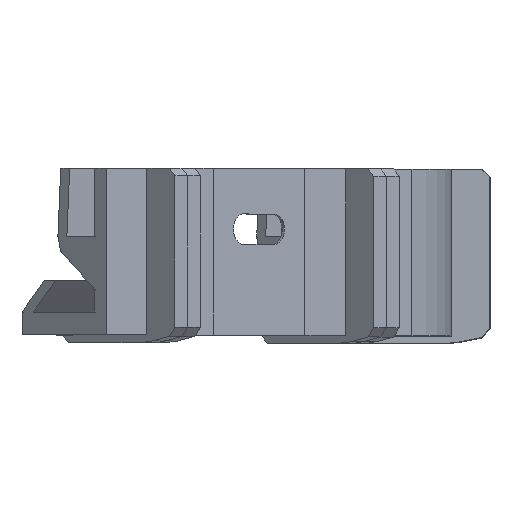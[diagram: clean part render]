
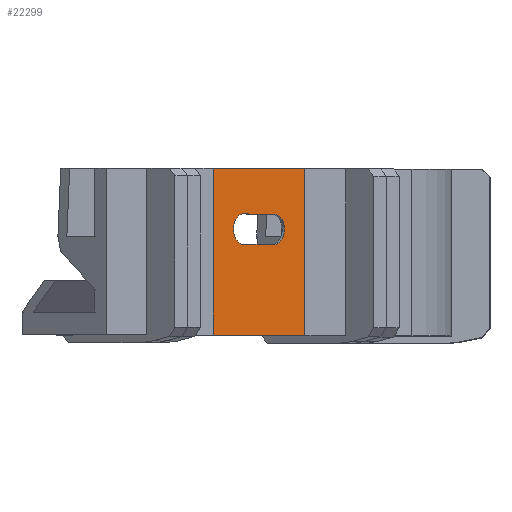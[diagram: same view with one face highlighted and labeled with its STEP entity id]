
A CAD part, left-side view. The second image highlights one B-rep face of the part: STEP entity #22299.
In plain terms, the highlighted face is planar.
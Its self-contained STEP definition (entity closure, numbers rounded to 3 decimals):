
#22023 = VERTEX_POINT('',#22024);
#22024 = CARTESIAN_POINT('',(3.,0.,16.));
#22031 = CYLINDRICAL_SURFACE('',#22032,2.);
#22032 = AXIS2_PLACEMENT_3D('',#22033,#22034,#22035);
#22033 = CARTESIAN_POINT('',(3.,24.,14.));
#22034 = DIRECTION('',(-0.,1.,0.));
#22035 = DIRECTION('',(0.,0.,-1.));
#22043 = PLANE('',#22044);
#22044 = AXIS2_PLACEMENT_3D('',#22045,#22046,#22047);
#22045 = CARTESIAN_POINT('',(3.,24.,16.));
#22046 = DIRECTION('',(0.,0.,-1.));
#22047 = DIRECTION('',(-1.,0.,-0.));
#22085 = VERTEX_POINT('',#22086);
#22086 = CARTESIAN_POINT('',(3.,0.,12.));
#22100 = PLANE('',#22101);
#22101 = AXIS2_PLACEMENT_3D('',#22102,#22103,#22104);
#22102 = CARTESIAN_POINT('',(-3.,24.,12.));
#22103 = DIRECTION('',(0.,0.,1.));
#22104 = DIRECTION('',(1.,0.,0.));
#22112 = EDGE_CURVE('',#22023,#22085,#22113,.T.);
#22113 = SURFACE_CURVE('',#22114,(#22119,#22126),.PCURVE_S1.);
#22114 = CIRCLE('',#22115,2.);
#22115 = AXIS2_PLACEMENT_3D('',#22116,#22117,#22118);
#22116 = CARTESIAN_POINT('',(3.,0.,14.));
#22117 = DIRECTION('',(0.,1.,0.));
#22118 = DIRECTION('',(0.,0.,-1.));
#22119 = PCURVE('',#22031,#22120);
#22120 = DEFINITIONAL_REPRESENTATION('',(#22121),#22125);
#22121 = LINE('',#22122,#22123);
#22122 = CARTESIAN_POINT('',(-6.283,-24.));
#22123 = VECTOR('',#22124,1.);
#22124 = DIRECTION('',(1.,-0.));
#22125 = ( GEOMETRIC_REPRESENTATION_CONTEXT(2) 
PARAMETRIC_REPRESENTATION_CONTEXT() REPRESENTATION_CONTEXT('2D SPACE',''
  ) );
#22126 = PCURVE('',#22127,#22132);
#22127 = PLANE('',#22128);
#22128 = AXIS2_PLACEMENT_3D('',#22129,#22130,#22131);
#22129 = CARTESIAN_POINT('',(0.,0.,0.));
#22130 = DIRECTION('',(0.,1.,-0.));
#22131 = DIRECTION('',(0.,0.,1.));
#22132 = DEFINITIONAL_REPRESENTATION('',(#22133),#22137);
#22133 = CIRCLE('',#22134,2.);
#22134 = AXIS2_PLACEMENT_2D('',#22135,#22136);
#22135 = CARTESIAN_POINT('',(14.,3.));
#22136 = DIRECTION('',(-1.,0.));
#22137 = ( GEOMETRIC_REPRESENTATION_CONTEXT(2) 
PARAMETRIC_REPRESENTATION_CONTEXT() REPRESENTATION_CONTEXT('2D SPACE',''
  ) );
#22145 = VERTEX_POINT('',#22146);
#22146 = CARTESIAN_POINT('',(-3.,0.,16.));
#22160 = CYLINDRICAL_SURFACE('',#22161,2.);
#22161 = AXIS2_PLACEMENT_3D('',#22162,#22163,#22164);
#22162 = CARTESIAN_POINT('',(-3.,24.,14.));
#22163 = DIRECTION('',(-0.,1.,0.));
#22164 = DIRECTION('',(0.,0.,1.));
#22199 = EDGE_CURVE('',#22023,#22145,#22200,.T.);
#22200 = SURFACE_CURVE('',#22201,(#22205,#22211),.PCURVE_S1.);
#22201 = LINE('',#22202,#22203);
#22202 = CARTESIAN_POINT('',(1.5,0.,16.));
#22203 = VECTOR('',#22204,1.);
#22204 = DIRECTION('',(-1.,0.,0.));
#22205 = PCURVE('',#22043,#22206);
#22206 = DEFINITIONAL_REPRESENTATION('',(#22207),#22210);
#22207 = B_SPLINE_CURVE_WITH_KNOTS('',1,(#22208,#22209),.UNSPECIFIED.,
  .F.,.F.,(2,2),(-1.5,4.5),.PIECEWISE_BEZIER_KNOTS.);
#22208 = CARTESIAN_POINT('',(0.,-24.));
#22209 = CARTESIAN_POINT('',(6.,-24.));
#22210 = ( GEOMETRIC_REPRESENTATION_CONTEXT(2) 
PARAMETRIC_REPRESENTATION_CONTEXT() REPRESENTATION_CONTEXT('2D SPACE',''
  ) );
#22211 = PCURVE('',#22127,#22212);
#22212 = DEFINITIONAL_REPRESENTATION('',(#22213),#22216);
#22213 = B_SPLINE_CURVE_WITH_KNOTS('',1,(#22214,#22215),.UNSPECIFIED.,
  .F.,.F.,(2,2),(-1.5,4.5),.PIECEWISE_BEZIER_KNOTS.);
#22214 = CARTESIAN_POINT('',(16.,3.));
#22215 = CARTESIAN_POINT('',(16.,-3.));
#22216 = ( GEOMETRIC_REPRESENTATION_CONTEXT(2) 
PARAMETRIC_REPRESENTATION_CONTEXT() REPRESENTATION_CONTEXT('2D SPACE',''
  ) );
#22299 = ADVANCED_FACE('',(#22300,#22414),#22127,.F.);
#22300 = FACE_BOUND('',#22301,.F.);
#22301 = EDGE_LOOP('',(#22302,#22332,#22360,#22388));
#22302 = ORIENTED_EDGE('',*,*,#22303,.F.);
#22303 = EDGE_CURVE('',#22304,#22306,#22308,.T.);
#22304 = VERTEX_POINT('',#22305);
#22305 = CARTESIAN_POINT('',(-9.,0.,0.));
#22306 = VERTEX_POINT('',#22307);
#22307 = CARTESIAN_POINT('',(9.,0.,0.));
#22308 = SURFACE_CURVE('',#22309,(#22313,#22320),.PCURVE_S1.);
#22309 = LINE('',#22310,#22311);
#22310 = CARTESIAN_POINT('',(-9.,0.,0.));
#22311 = VECTOR('',#22312,1.);
#22312 = DIRECTION('',(1.,0.,0.));
#22313 = PCURVE('',#22127,#22314);
#22314 = DEFINITIONAL_REPRESENTATION('',(#22315),#22319);
#22315 = LINE('',#22316,#22317);
#22316 = CARTESIAN_POINT('',(0.,-9.));
#22317 = VECTOR('',#22318,1.);
#22318 = DIRECTION('',(0.,1.));
#22319 = ( GEOMETRIC_REPRESENTATION_CONTEXT(2) 
PARAMETRIC_REPRESENTATION_CONTEXT() REPRESENTATION_CONTEXT('2D SPACE',''
  ) );
#22320 = PCURVE('',#22321,#22326);
#22321 = PLANE('',#22322);
#22322 = AXIS2_PLACEMENT_3D('',#22323,#22324,#22325);
#22323 = CARTESIAN_POINT('',(0.,15.,0.));
#22324 = DIRECTION('',(0.,0.,1.));
#22325 = DIRECTION('',(0.,-1.,0.));
#22326 = DEFINITIONAL_REPRESENTATION('',(#22327),#22331);
#22327 = LINE('',#22328,#22329);
#22328 = CARTESIAN_POINT('',(15.,-9.));
#22329 = VECTOR('',#22330,1.);
#22330 = DIRECTION('',(0.,1.));
#22331 = ( GEOMETRIC_REPRESENTATION_CONTEXT(2) 
PARAMETRIC_REPRESENTATION_CONTEXT() REPRESENTATION_CONTEXT('2D SPACE',''
  ) );
#22332 = ORIENTED_EDGE('',*,*,#22333,.T.);
#22333 = EDGE_CURVE('',#22304,#22334,#22336,.T.);
#22334 = VERTEX_POINT('',#22335);
#22335 = CARTESIAN_POINT('',(-9.,0.,22.));
#22336 = SURFACE_CURVE('',#22337,(#22341,#22348),.PCURVE_S1.);
#22337 = LINE('',#22338,#22339);
#22338 = CARTESIAN_POINT('',(-9.,0.,0.));
#22339 = VECTOR('',#22340,1.);
#22340 = DIRECTION('',(0.,0.,1.));
#22341 = PCURVE('',#22127,#22342);
#22342 = DEFINITIONAL_REPRESENTATION('',(#22343),#22347);
#22343 = LINE('',#22344,#22345);
#22344 = CARTESIAN_POINT('',(0.,-9.));
#22345 = VECTOR('',#22346,1.);
#22346 = DIRECTION('',(1.,0.));
#22347 = ( GEOMETRIC_REPRESENTATION_CONTEXT(2) 
PARAMETRIC_REPRESENTATION_CONTEXT() REPRESENTATION_CONTEXT('2D SPACE',''
  ) );
#22348 = PCURVE('',#22349,#22354);
#22349 = PLANE('',#22350);
#22350 = AXIS2_PLACEMENT_3D('',#22351,#22352,#22353);
#22351 = CARTESIAN_POINT('',(-9.,4.162,7.662));
#22352 = DIRECTION('',(-1.,0.,0.));
#22353 = DIRECTION('',(0.,0.,1.));
#22354 = DEFINITIONAL_REPRESENTATION('',(#22355),#22359);
#22355 = LINE('',#22356,#22357);
#22356 = CARTESIAN_POINT('',(-7.662,-4.162));
#22357 = VECTOR('',#22358,1.);
#22358 = DIRECTION('',(1.,0.));
#22359 = ( GEOMETRIC_REPRESENTATION_CONTEXT(2) 
PARAMETRIC_REPRESENTATION_CONTEXT() REPRESENTATION_CONTEXT('2D SPACE',''
  ) );
#22360 = ORIENTED_EDGE('',*,*,#22361,.F.);
#22361 = EDGE_CURVE('',#22362,#22334,#22364,.T.);
#22362 = VERTEX_POINT('',#22363);
#22363 = CARTESIAN_POINT('',(9.,0.,22.));
#22364 = SURFACE_CURVE('',#22365,(#22369,#22376),.PCURVE_S1.);
#22365 = LINE('',#22366,#22367);
#22366 = CARTESIAN_POINT('',(9.,0.,22.));
#22367 = VECTOR('',#22368,1.);
#22368 = DIRECTION('',(-1.,0.,0.));
#22369 = PCURVE('',#22127,#22370);
#22370 = DEFINITIONAL_REPRESENTATION('',(#22371),#22375);
#22371 = LINE('',#22372,#22373);
#22372 = CARTESIAN_POINT('',(22.,9.));
#22373 = VECTOR('',#22374,1.);
#22374 = DIRECTION('',(0.,-1.));
#22375 = ( GEOMETRIC_REPRESENTATION_CONTEXT(2) 
PARAMETRIC_REPRESENTATION_CONTEXT() REPRESENTATION_CONTEXT('2D SPACE',''
  ) );
#22376 = PCURVE('',#22377,#22382);
#22377 = PLANE('',#22378);
#22378 = AXIS2_PLACEMENT_3D('',#22379,#22380,#22381);
#22379 = CARTESIAN_POINT('',(0.,0.,22.));
#22380 = DIRECTION('',(0.,0.,-1.));
#22381 = DIRECTION('',(0.,1.,0.));
#22382 = DEFINITIONAL_REPRESENTATION('',(#22383),#22387);
#22383 = LINE('',#22384,#22385);
#22384 = CARTESIAN_POINT('',(0.,9.));
#22385 = VECTOR('',#22386,1.);
#22386 = DIRECTION('',(0.,-1.));
#22387 = ( GEOMETRIC_REPRESENTATION_CONTEXT(2) 
PARAMETRIC_REPRESENTATION_CONTEXT() REPRESENTATION_CONTEXT('2D SPACE',''
  ) );
#22388 = ORIENTED_EDGE('',*,*,#22389,.F.);
#22389 = EDGE_CURVE('',#22306,#22362,#22390,.T.);
#22390 = SURFACE_CURVE('',#22391,(#22395,#22402),.PCURVE_S1.);
#22391 = LINE('',#22392,#22393);
#22392 = CARTESIAN_POINT('',(9.,0.,0.));
#22393 = VECTOR('',#22394,1.);
#22394 = DIRECTION('',(0.,0.,1.));
#22395 = PCURVE('',#22127,#22396);
#22396 = DEFINITIONAL_REPRESENTATION('',(#22397),#22401);
#22397 = LINE('',#22398,#22399);
#22398 = CARTESIAN_POINT('',(0.,9.));
#22399 = VECTOR('',#22400,1.);
#22400 = DIRECTION('',(1.,0.));
#22401 = ( GEOMETRIC_REPRESENTATION_CONTEXT(2) 
PARAMETRIC_REPRESENTATION_CONTEXT() REPRESENTATION_CONTEXT('2D SPACE',''
  ) );
#22402 = PCURVE('',#22403,#22408);
#22403 = PLANE('',#22404);
#22404 = AXIS2_PLACEMENT_3D('',#22405,#22406,#22407);
#22405 = CARTESIAN_POINT('',(9.,4.162,7.662));
#22406 = DIRECTION('',(-1.,0.,0.));
#22407 = DIRECTION('',(0.,0.,1.));
#22408 = DEFINITIONAL_REPRESENTATION('',(#22409),#22413);
#22409 = LINE('',#22410,#22411);
#22410 = CARTESIAN_POINT('',(-7.662,-4.162));
#22411 = VECTOR('',#22412,1.);
#22412 = DIRECTION('',(1.,0.));
#22413 = ( GEOMETRIC_REPRESENTATION_CONTEXT(2) 
PARAMETRIC_REPRESENTATION_CONTEXT() REPRESENTATION_CONTEXT('2D SPACE',''
  ) );
#22414 = FACE_BOUND('',#22415,.F.);
#22415 = EDGE_LOOP('',(#22416,#22417,#22418,#22442));
#22416 = ORIENTED_EDGE('',*,*,#22112,.F.);
#22417 = ORIENTED_EDGE('',*,*,#22199,.T.);
#22418 = ORIENTED_EDGE('',*,*,#22419,.F.);
#22419 = EDGE_CURVE('',#22420,#22145,#22422,.T.);
#22420 = VERTEX_POINT('',#22421);
#22421 = CARTESIAN_POINT('',(-3.,0.,12.));
#22422 = SURFACE_CURVE('',#22423,(#22428,#22435),.PCURVE_S1.);
#22423 = CIRCLE('',#22424,2.);
#22424 = AXIS2_PLACEMENT_3D('',#22425,#22426,#22427);
#22425 = CARTESIAN_POINT('',(-3.,0.,14.));
#22426 = DIRECTION('',(-0.,1.,0.));
#22427 = DIRECTION('',(0.,0.,1.));
#22428 = PCURVE('',#22127,#22429);
#22429 = DEFINITIONAL_REPRESENTATION('',(#22430),#22434);
#22430 = CIRCLE('',#22431,2.);
#22431 = AXIS2_PLACEMENT_2D('',#22432,#22433);
#22432 = CARTESIAN_POINT('',(14.,-3.));
#22433 = DIRECTION('',(1.,0.));
#22434 = ( GEOMETRIC_REPRESENTATION_CONTEXT(2) 
PARAMETRIC_REPRESENTATION_CONTEXT() REPRESENTATION_CONTEXT('2D SPACE',''
  ) );
#22435 = PCURVE('',#22160,#22436);
#22436 = DEFINITIONAL_REPRESENTATION('',(#22437),#22441);
#22437 = LINE('',#22438,#22439);
#22438 = CARTESIAN_POINT('',(-6.283,-24.));
#22439 = VECTOR('',#22440,1.);
#22440 = DIRECTION('',(1.,-0.));
#22441 = ( GEOMETRIC_REPRESENTATION_CONTEXT(2) 
PARAMETRIC_REPRESENTATION_CONTEXT() REPRESENTATION_CONTEXT('2D SPACE',''
  ) );
#22442 = ORIENTED_EDGE('',*,*,#22443,.T.);
#22443 = EDGE_CURVE('',#22420,#22085,#22444,.T.);
#22444 = SURFACE_CURVE('',#22445,(#22449,#22455),.PCURVE_S1.);
#22445 = LINE('',#22446,#22447);
#22446 = CARTESIAN_POINT('',(-1.5,0.,12.));
#22447 = VECTOR('',#22448,1.);
#22448 = DIRECTION('',(1.,-0.,0.));
#22449 = PCURVE('',#22127,#22450);
#22450 = DEFINITIONAL_REPRESENTATION('',(#22451),#22454);
#22451 = B_SPLINE_CURVE_WITH_KNOTS('',1,(#22452,#22453),.UNSPECIFIED.,
  .F.,.F.,(2,2),(-1.5,4.5),.PIECEWISE_BEZIER_KNOTS.);
#22452 = CARTESIAN_POINT('',(12.,-3.));
#22453 = CARTESIAN_POINT('',(12.,3.));
#22454 = ( GEOMETRIC_REPRESENTATION_CONTEXT(2) 
PARAMETRIC_REPRESENTATION_CONTEXT() REPRESENTATION_CONTEXT('2D SPACE',''
  ) );
#22455 = PCURVE('',#22100,#22456);
#22456 = DEFINITIONAL_REPRESENTATION('',(#22457),#22460);
#22457 = B_SPLINE_CURVE_WITH_KNOTS('',1,(#22458,#22459),.UNSPECIFIED.,
  .F.,.F.,(2,2),(-1.5,4.5),.PIECEWISE_BEZIER_KNOTS.);
#22458 = CARTESIAN_POINT('',(0.,-24.));
#22459 = CARTESIAN_POINT('',(6.,-24.));
#22460 = ( GEOMETRIC_REPRESENTATION_CONTEXT(2) 
PARAMETRIC_REPRESENTATION_CONTEXT() REPRESENTATION_CONTEXT('2D SPACE',''
  ) );
